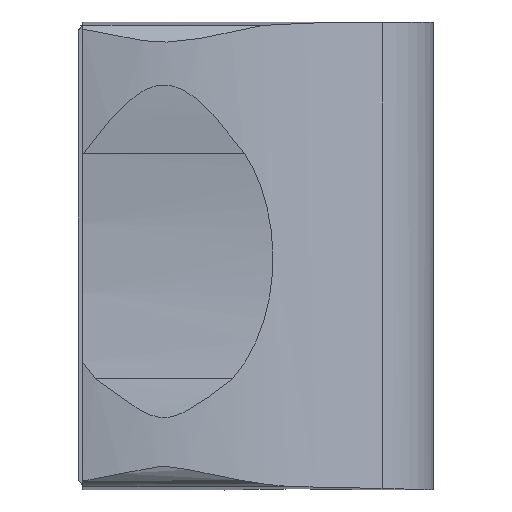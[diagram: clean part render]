
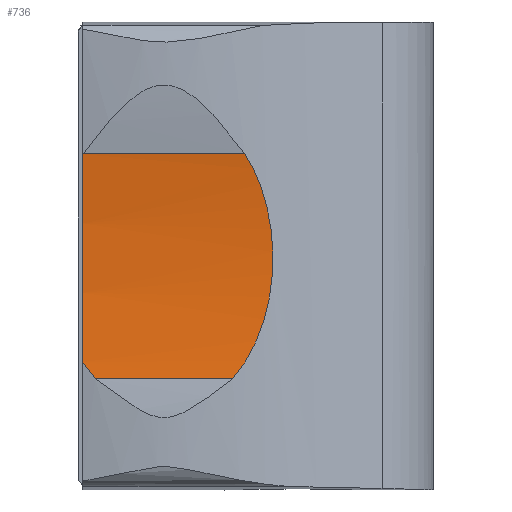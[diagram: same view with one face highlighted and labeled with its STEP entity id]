
A CAD part, left-side view. The second image highlights one B-rep face of the part: STEP entity #736.
In plain terms, the highlighted cylindrical face has radius 37.988 mm (diameter 75.977 mm), a partial arc.
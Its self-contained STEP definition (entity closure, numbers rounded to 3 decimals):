
#48=B_SPLINE_CURVE_WITH_KNOTS('',3,(#1347,#1348,#1349,#1350),
 .UNSPECIFIED.,.F.,.F.,(4,4),(-0.501,-0.496),
 .UNSPECIFIED.);
#50=B_SPLINE_CURVE_WITH_KNOTS('',3,(#1375,#1376,#1377,#1378,#1379,#1380,
#1381,#1382,#1383,#1384,#1385,#1386),.UNSPECIFIED.,.F.,.F.,(4,2,2,2,2,4),
(1.315,1.375,1.553,1.909,2.265,
2.41),.UNSPECIFIED.);
#52=B_SPLINE_CURVE_WITH_KNOTS('',3,(#1406,#1407,#1408,#1409,#1410,#1411),
 .UNSPECIFIED.,.F.,.F.,(4,2,4),(0.496,0.534,0.594),
 .UNSPECIFIED.);
#75=CYLINDRICAL_SURFACE('',#826,37.988);
#103=CIRCLE('',#790,37.988);
#153=FACE_OUTER_BOUND('',#194,.T.);
#194=EDGE_LOOP('',(#669,#670,#671,#672,#673,#674));
#233=LINE('',#1547,#272);
#235=LINE('',#1556,#274);
#272=VECTOR('',#1000,10.);
#274=VECTOR('',#1016,10.);
#327=VERTEX_POINT('',#1264);
#328=VERTEX_POINT('',#1266);
#336=VERTEX_POINT('',#1346);
#337=VERTEX_POINT('',#1351);
#338=VERTEX_POINT('',#1374);
#339=VERTEX_POINT('',#1387);
#414=EDGE_CURVE('',#328,#327,#103,.T.);
#430=EDGE_CURVE('',#336,#328,#48,.T.);
#432=EDGE_CURVE('',#338,#337,#50,.T.);
#434=EDGE_CURVE('',#327,#339,#52,.T.);
#457=EDGE_CURVE('',#338,#339,#233,.T.);
#460=EDGE_CURVE('',#337,#336,#235,.T.);
#669=ORIENTED_EDGE('',*,*,#414,.T.);
#670=ORIENTED_EDGE('',*,*,#434,.T.);
#671=ORIENTED_EDGE('',*,*,#457,.F.);
#672=ORIENTED_EDGE('',*,*,#432,.T.);
#673=ORIENTED_EDGE('',*,*,#460,.T.);
#674=ORIENTED_EDGE('',*,*,#430,.T.);
#736=ADVANCED_FACE('',(#153),#75,.F.);
#790=AXIS2_PLACEMENT_3D('',#1267,#931,#932);
#826=AXIS2_PLACEMENT_3D('',#1557,#1017,#1018);
#931=DIRECTION('center_axis',(0.,1.,0.));
#932=DIRECTION('ref_axis',(0.992,0.,0.13));
#1000=DIRECTION('',(0.,1.,0.));
#1016=DIRECTION('',(0.,1.,0.));
#1017=DIRECTION('center_axis',(0.,1.,0.));
#1018=DIRECTION('ref_axis',(0.992,0.,0.13));
#1264=CARTESIAN_POINT('',(-17.951,4.,6.026));
#1266=CARTESIAN_POINT('',(-17.951,4.,15.796));
#1267=CARTESIAN_POINT('Origin',(-55.623,4.,10.911));
#1346=CARTESIAN_POINT('',(-17.956,3.973,15.838));
#1347=CARTESIAN_POINT('Ctrl Pts',(-17.956,3.973,15.838));
#1348=CARTESIAN_POINT('Ctrl Pts',(-17.954,3.982,15.824));
#1349=CARTESIAN_POINT('Ctrl Pts',(-17.952,3.991,15.81));
#1350=CARTESIAN_POINT('Ctrl Pts',(-17.951,4.,15.796));
#1351=CARTESIAN_POINT('',(-17.956,-3.605,15.838));
#1374=CARTESIAN_POINT('',(-18.061,-3.044,5.239));
#1375=CARTESIAN_POINT('Ctrl Pts',(-18.061,-3.044,5.239));
#1376=CARTESIAN_POINT('Ctrl Pts',(-18.038,-3.176,5.388));
#1377=CARTESIAN_POINT('Ctrl Pts',(-18.016,-3.3,5.545));
#1378=CARTESIAN_POINT('Ctrl Pts',(-17.926,-3.766,6.193));
#1379=CARTESIAN_POINT('Ctrl Pts',(-17.861,-4.053,6.733));
#1380=CARTESIAN_POINT('Ctrl Pts',(-17.698,-4.733,8.45));
#1381=CARTESIAN_POINT('Ctrl Pts',(-17.635,-4.94,9.723));
#1382=CARTESIAN_POINT('Ctrl Pts',(-17.635,-4.94,12.098));
#1383=CARTESIAN_POINT('Ctrl Pts',(-17.698,-4.733,13.371));
#1384=CARTESIAN_POINT('Ctrl Pts',(-17.851,-4.095,14.982));
#1385=CARTESIAN_POINT('Ctrl Pts',(-17.902,-3.87,15.427));
#1386=CARTESIAN_POINT('Ctrl Pts',(-17.956,-3.605,15.838));
#1387=CARTESIAN_POINT('',(-18.061,3.412,5.239));
#1406=CARTESIAN_POINT('Ctrl Pts',(-17.951,4.,6.026));
#1407=CARTESIAN_POINT('Ctrl Pts',(-17.965,3.931,5.917));
#1408=CARTESIAN_POINT('Ctrl Pts',(-17.979,3.86,5.811));
#1409=CARTESIAN_POINT('Ctrl Pts',(-18.016,3.668,5.545));
#1410=CARTESIAN_POINT('Ctrl Pts',(-18.038,3.544,5.388));
#1411=CARTESIAN_POINT('Ctrl Pts',(-18.061,3.412,5.239));
#1547=CARTESIAN_POINT('',(-18.061,0.,5.239));
#1556=CARTESIAN_POINT('',(-17.956,0.,15.838));
#1557=CARTESIAN_POINT('Origin',(-55.623,0.,10.911));
